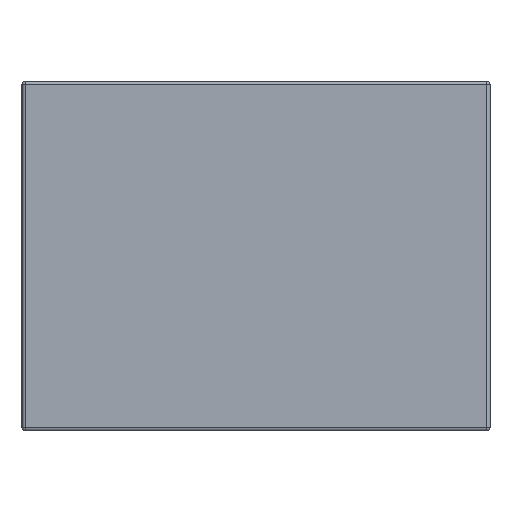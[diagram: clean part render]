
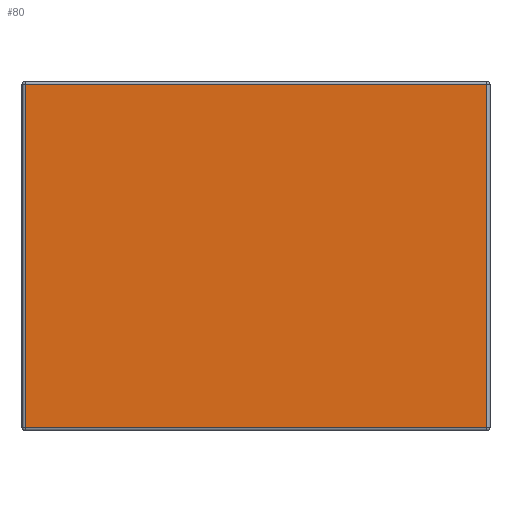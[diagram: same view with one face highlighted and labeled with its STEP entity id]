
A CAD part, front view. The second image highlights one B-rep face of the part: STEP entity #80.
In plain terms, the highlighted planar face has unit normal (0, -1, 0).
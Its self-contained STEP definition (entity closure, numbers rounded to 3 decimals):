
#80 = ADVANCED_FACE( '', ( #170 ), #171, .T. );
#170 = FACE_OUTER_BOUND( '', #270, .T. );
#171 = PLANE( '', #271 );
#270 = EDGE_LOOP( '', ( #411, #412, #413, #414 ) );
#271 = AXIS2_PLACEMENT_3D( '', #415, #416, #417 );
#411 = ORIENTED_EDGE( '', *, *, #610, .T. );
#412 = ORIENTED_EDGE( '', *, *, #572, .T. );
#413 = ORIENTED_EDGE( '', *, *, #611, .T. );
#414 = ORIENTED_EDGE( '', *, *, #612, .T. );
#415 = CARTESIAN_POINT( '', ( -1.525, -0.89, -1.14 ) );
#416 = DIRECTION( '', ( 0., -1., 0. ) );
#417 = DIRECTION( '', ( 0., 0., -1. ) );
#572 = EDGE_CURVE( '', #657, #662, #664, .T. );
#610 = EDGE_CURVE( '', #723, #657, #724, .T. );
#611 = EDGE_CURVE( '', #662, #725, #726, .T. );
#612 = EDGE_CURVE( '', #725, #723, #727, .T. );
#657 = VERTEX_POINT( '', #781 );
#662 = VERTEX_POINT( '', #787 );
#664 = LINE( '', #789, #790 );
#723 = VERTEX_POINT( '', #864 );
#724 = LINE( '', #865, #866 );
#725 = VERTEX_POINT( '', #867 );
#726 = LINE( '', #868, #869 );
#727 = LINE( '', #870, #871 );
#781 = CARTESIAN_POINT( '', ( -1.505, -0.89, -1.12 ) );
#787 = CARTESIAN_POINT( '', ( 1.505, -0.89, -1.12 ) );
#789 = CARTESIAN_POINT( '', ( 1.525, -0.89, -1.12 ) );
#790 = VECTOR( '', #947, 1000. );
#864 = CARTESIAN_POINT( '', ( -1.505, -0.89, 1.12 ) );
#865 = CARTESIAN_POINT( '', ( -1.505, -0.89, -1.14 ) );
#866 = VECTOR( '', #1002, 1000. );
#867 = CARTESIAN_POINT( '', ( 1.505, -0.89, 1.12 ) );
#868 = CARTESIAN_POINT( '', ( 1.505, -0.89, 1.14 ) );
#869 = VECTOR( '', #1003, 1000. );
#870 = CARTESIAN_POINT( '', ( -1.525, -0.89, 1.12 ) );
#871 = VECTOR( '', #1004, 1000. );
#947 = DIRECTION( '', ( 1., 0., 0. ) );
#1002 = DIRECTION( '', ( 0., 0., -1. ) );
#1003 = DIRECTION( '', ( 0., 0., 1. ) );
#1004 = DIRECTION( '', ( -1., 0., 0. ) );
